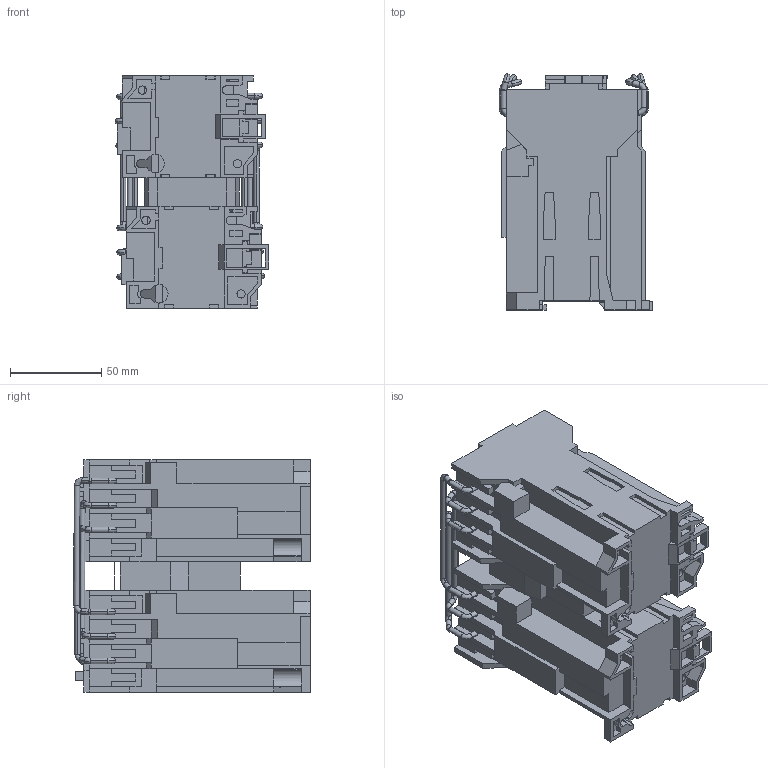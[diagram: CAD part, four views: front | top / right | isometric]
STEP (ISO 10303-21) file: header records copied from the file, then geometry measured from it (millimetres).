
FILE_DESCRIPTION (( 'STEP AP214' ), '1' );
FILE_NAME ('ﾏﾌﾋ-2565ﾌ-25ﾀ-24DC-ﾓﾕﾋ4-ﾁ-ﾊﾝﾀﾇ.STEP', '2016-05-13T07:56:40', ( '' ), ( '' ), 'SwSTEP 2.0', 'SolidWorks 2012', '' );
FILE_SCHEMA (( 'AUTOMOTIVE_DESIGN' ));
Length unit declared in the file: millimetre
Products named in the file (1): ﾏﾌﾋ-2565ﾌ-25ﾀ-24DC-ﾓﾕﾋ4-ﾁ-ﾊﾝﾀﾇ
Bounding box: 84.31 x 129.51 x 127.4 mm (x, y, z)
Surface area: 119977.1 mm2 (no closed solid volume)
Topology: 0 solids, 15 shells, 849 faces, 2642 edges, 1749 vertices
Faces by surface type: plane 623, cylinder 154, torus 72
Entity records: 38376 total; most frequent: CARTESIAN_POINT 5253, ORIENTED_EDGE 4908, DIRECTION 4822, EDGE_CURVE 2642, LINE 2154, VECTOR 2154, VERTEX_POINT 1749, AXIS2_PLACEMENT_3D 1334
